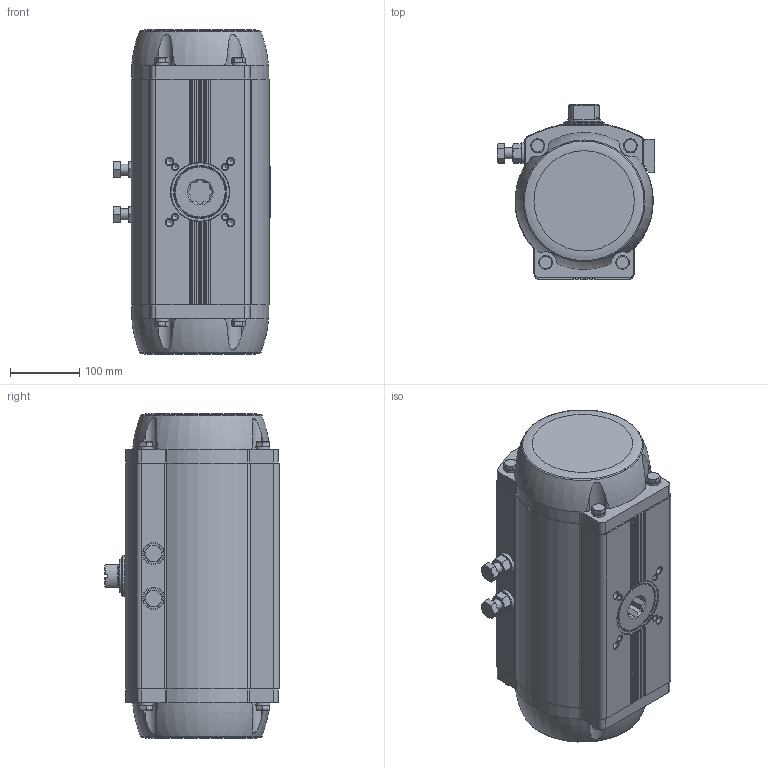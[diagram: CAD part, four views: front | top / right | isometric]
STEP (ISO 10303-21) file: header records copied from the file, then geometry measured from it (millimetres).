
FILE_DESCRIPTION(/* description */ ('STEP AP214'),/* implementation_level */ '2;1');
FILE_NAME(/* name */ '8084137_DFPD-900-RP-90-RS60-F1012-R3-EP',/* time_stamp */ '2024-08-15T18:52:49+02:00',/* author */ ('License CC BY-ND 4.0'),/* organization */ ('CADENAS'),/* preprocessor_version */ 'ST-DEVELOPER v19.3',/* originating_system */ 'PARTsolutions',/* authorisation */ ' ');
FILE_SCHEMA (('AUTOMOTIVE_DESIGN {1 0 10303 214 3 1 1}'));
Length unit declared in the file: millimetre
Products named in the file (6): 8084137 DFPD-900-RP-90-RS60-F1012-R3-EP---(0); 8042194 DFPD-900-90-RS-F10-------(housing); 8042194 DFPD-900(F10_0)---(shaft); 5235794 SCHEIBE 16.3X30X5-1.4301; 4952071 DFPD-900/1200; DIN 934 - M16(F)
Assembly tree (8 placements, depth 2):
  8084137 DFPD-900-RP-90-RS60-F1012-R3-EP---(0)
    8042194 DFPD-900-90-RS-F10-------(housing)
    8042194 DFPD-900(F10_0)---(shaft)
    5235794 SCHEIBE 16.3X30X5-1.4301  x2
    4952071 DFPD-900/1200  x2
    DIN 934 - M16(F)  x2
Bounding box: 227.5 x 252.7 x 469.6 mm (x, y, z)
Volume: 16650346.2 mm3; surface area: 561428.2 mm2
Topology: 8 solids, 8 shells, 665 faces, 1613 edges, 1020 vertices
Faces by surface type: plane 296, cylinder 185, cone 139, torus 43, sphere 2
Full cylindrical faces by diameter (mm): 2.5 x2, 4.134 x8, 4.917 x1, 8.376 x4, 8.5 x2, 10 x2, 10.106 x4, 11.445 x2, 13.835 x4, 14 x2, 16 x2, 16.3 x2, 20 x8, 22.5 x4, 30 x2, 32 x2, 38 x1, 45.5 x1, 48 x2, 48.2 x1, 53 x1, 58.5 x1, 60 x2, 71.5 x2, 74.4 x1, 74.6 x1, 76.6 x1, 85 x1
Entity records: 18104 total; most frequent: CARTESIAN_POINT 4012, DIRECTION 2906, ORIENTED_EDGE 2684, EDGE_CURVE 1342, AXIS2_PLACEMENT_3D 1168, VERTEX_POINT 948, FACE_BOUND 856, EDGE_LOOP 839
